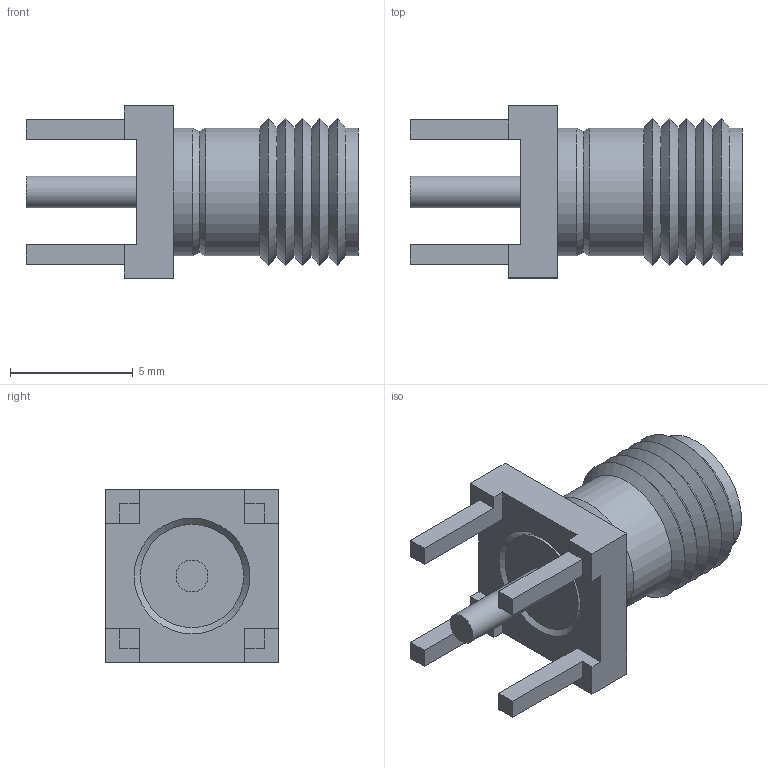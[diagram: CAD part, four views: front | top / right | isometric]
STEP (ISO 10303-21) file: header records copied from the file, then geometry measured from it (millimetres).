
FILE_DESCRIPTION(('STEP AP203'), '1');
FILE_NAME('ﾑﾐ-50-939ﾔﾌﾂ _ 3D', '2017-06-13T06:27:34', (''), (''), 'ASCON STEP Converter 1.3', 'ASCON Math Kernel', '');
FILE_SCHEMA(('CONFIG_CONTROL_DESIGN'));
Length unit declared in the file: millimetre
Bounding box: 13.5 x 7 x 7 mm (x, y, z)
Volume: 227.9 mm3; surface area: 427.5 mm2
Topology: 1 solids, 1 shells, 68 faces, 164 edges, 103 vertices
Faces by surface type: plane 41, cone 15, cylinder 10, torus 2
Full cylindrical faces by diameter (mm): 0.9 x1, 1.3 x1, 4.1 x1, 4.2 x1, 4.64 x1, 5.2 x3
Entity records: 2447 total; most frequent: CARTESIAN_POINT 351, DIRECTION 314, ORIENTED_EDGE 280, EDGE_CURVE 140, AXIS2_PLACEMENT_3D 109, VERTEX_POINT 102, EDGE_LOOP 96, LINE 96
